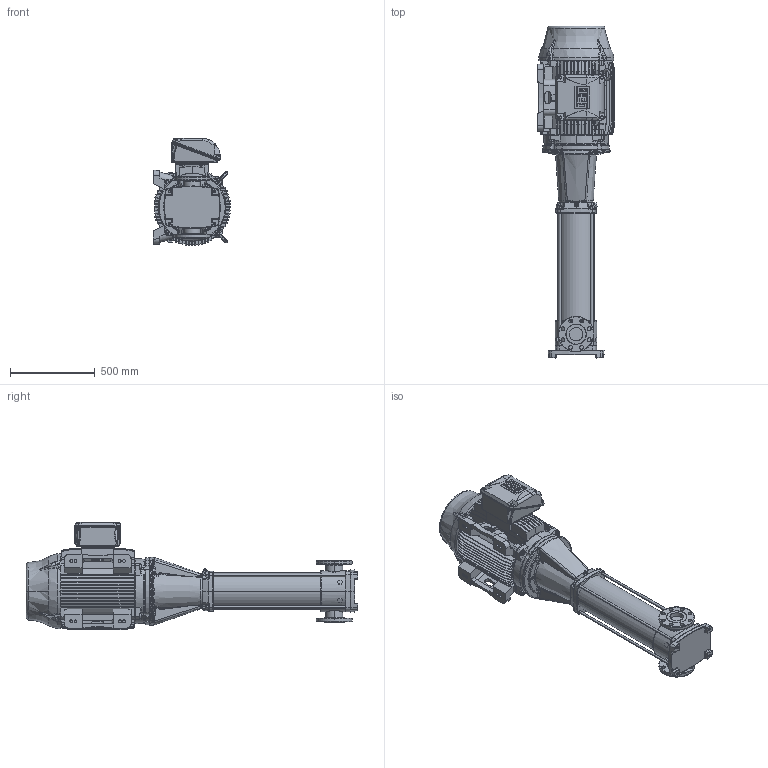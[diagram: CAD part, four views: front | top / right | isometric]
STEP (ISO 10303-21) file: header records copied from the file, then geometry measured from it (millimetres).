
FILE_DESCRIPTION (( 'STEP AP203' ), '1' );
FILE_NAME ('3350131 - MVI-225-8_1-60 HP-364TSC-304-E-575~3.step', '2022-03-31T15:31:53', ( '' ), ( '' ), 'SwSTEP 2.0', 'SolidWorks 2021', '' );
FILE_SCHEMA (( 'CONFIG_CONTROL_DESIGN' ));
Length unit declared in the file: inch
Products named in the file (5): sbi_n_45-8_1_flange(NEMA); TEFC MOTOR_3310246 - NEMA 60HP VH2 3~575V 364_5TSC TEFC; MVI PEO - [304-EPDM]_3304131 - MVI-225-8_1-60 HP-364TSC-304-E-S; 3310246 - NEMA 60HP VH2 3~575V 364_5TSC TEFC; 3350131 - MVI-225-8_1-60 HP-364TSC-304-E-575~3
Assembly tree (4 placements, depth 3):
  3350131 - MVI-225-8_1-60 HP-364TSC-304-E-575~3
    MVI PEO - [304-EPDM]_3304131 - MVI-225-8_1-60 HP-364TSC-304-E-S
      sbi_n_45-8_1_flange(NEMA)
    TEFC MOTOR_3310246 - NEMA 60HP VH2 3~575V 364_5TSC TEFC
      3310246 - NEMA 60HP VH2 3~575V 364_5TSC TEFC
Bounding box: 456.1 x 1957.66 x 634.31 mm (x, y, z)
Volume: 162245380.2 mm3; surface area: 5143415 mm2
Topology: 10 solids, 36 shells, 3577 faces, 9424 edges, 5997 vertices
Faces by surface type: plane 1469, cone 752, bspline 729, cylinder 627
Entity records: 187542 total; most frequent: CARTESIAN_POINT 106161, ORIENTED_EDGE 18692, DIRECTION 14168, EDGE_CURVE 9346, VERTEX_POINT 5997, AXIS2_PLACEMENT_3D 5124, LINE 3920, VECTOR 3920
